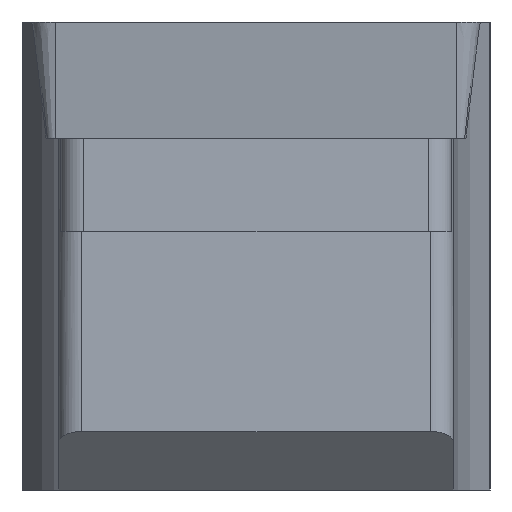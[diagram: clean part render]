
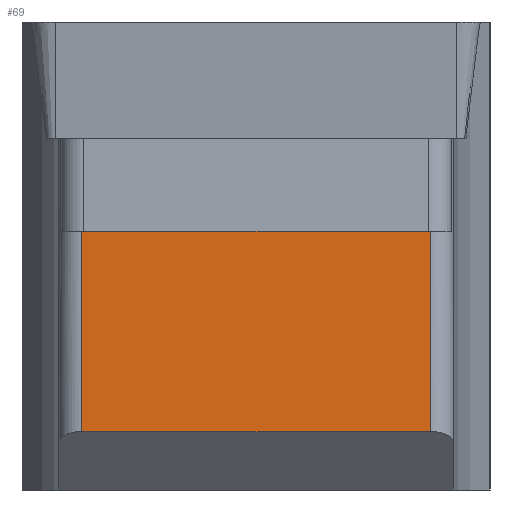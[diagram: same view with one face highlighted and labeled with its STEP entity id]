
A CAD part, left-side view. The second image highlights one B-rep face of the part: STEP entity #69.
In plain terms, the highlighted planar face has unit normal (-1, 0, 0).
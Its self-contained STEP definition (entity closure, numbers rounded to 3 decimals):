
#47=PLANE('',#590);
#69=ADVANCED_FACE('',(#105),#47,.F.);
#105=FACE_OUTER_BOUND('',#135,.T.);
#135=EDGE_LOOP('',(#193,#194,#195,#196));
#193=ORIENTED_EDGE('',*,*,#396,.F.);
#194=ORIENTED_EDGE('',*,*,#401,.T.);
#195=ORIENTED_EDGE('',*,*,#402,.T.);
#196=ORIENTED_EDGE('',*,*,#403,.T.);
#344=VERTEX_POINT('',#804);
#345=VERTEX_POINT('',#806);
#349=VERTEX_POINT('',#816);
#350=VERTEX_POINT('',#818);
#396=EDGE_CURVE('',#344,#345,#473,.T.);
#401=EDGE_CURVE('',#344,#349,#475,.T.);
#402=EDGE_CURVE('',#349,#350,#476,.T.);
#403=EDGE_CURVE('',#350,#345,#477,.T.);
#473=LINE('',#805,#529);
#475=LINE('',#815,#531);
#476=LINE('',#817,#532);
#477=LINE('',#819,#533);
#529=VECTOR('',#642,1.);
#531=VECTOR('',#652,1.);
#532=VECTOR('',#653,1.);
#533=VECTOR('',#654,1.);
#590=AXIS2_PLACEMENT_3D('',#820,#655,#656);
#642=DIRECTION('',(0.,0.,-1.));
#652=DIRECTION('',(0.,1.,0.));
#653=DIRECTION('',(0.,0.,-1.));
#654=DIRECTION('',(0.,-1.,0.));
#655=DIRECTION('',(1.,0.,0.));
#656=DIRECTION('',(0.,1.,0.));
#804=CARTESIAN_POINT('',(1.263,-13.95,-7.15));
#805=CARTESIAN_POINT('',(1.263,-13.95,-20.));
#806=CARTESIAN_POINT('',(1.263,-13.95,-14.));
#815=CARTESIAN_POINT('',(1.263,-15.275,-7.15));
#816=CARTESIAN_POINT('',(1.262,-2.05,-7.15));
#817=CARTESIAN_POINT('',(1.262,-2.05,-20.));
#818=CARTESIAN_POINT('',(1.262,-2.05,-14.));
#819=CARTESIAN_POINT('',(1.263,-20.,-14.));
#820=CARTESIAN_POINT('',(1.263,-13.95,-20.));
